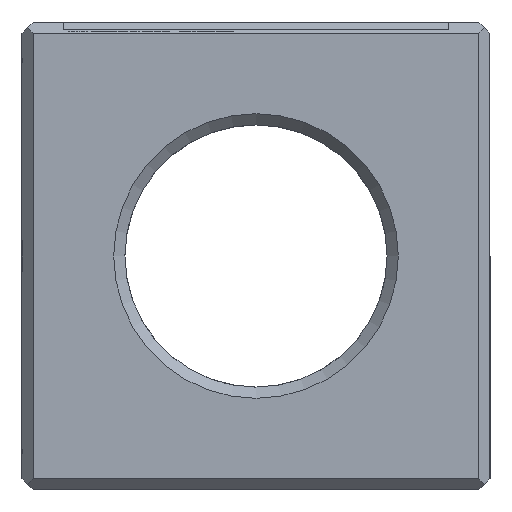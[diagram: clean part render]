
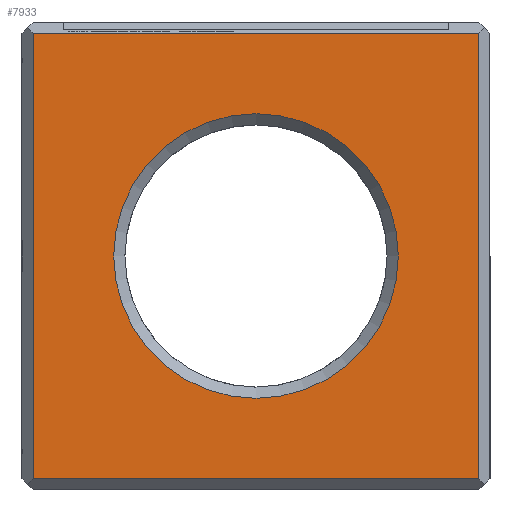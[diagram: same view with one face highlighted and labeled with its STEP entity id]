
A CAD part, left-side view. The second image highlights one B-rep face of the part: STEP entity #7933.
In plain terms, the highlighted planar face has unit normal (-1, 0, 0).
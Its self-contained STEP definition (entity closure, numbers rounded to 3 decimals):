
#72 = PLANE('',#73);
#73 = AXIS2_PLACEMENT_3D('',#74,#75,#76);
#74 = CARTESIAN_POINT('',(0.,0.,0.3));
#75 = DIRECTION('',(-0.707,0.,-0.707)
  );
#76 = DIRECTION('',(0.707,0.,-0.707));
#1727 = PLANE('',#1728);
#1728 = AXIS2_PLACEMENT_3D('',#1729,#1730,#1731);
#1729 = CARTESIAN_POINT('',(0.3,12.5,0.));
#1730 = DIRECTION('',(0.707,-0.707,0.));
#1731 = DIRECTION('',(-0.707,-0.707,0.));
#1958 = PLANE('',#1959);
#1959 = AXIS2_PLACEMENT_3D('',#1960,#1961,#1962);
#1960 = CARTESIAN_POINT('',(0.3,0.,0.));
#1961 = DIRECTION('',(-0.707,-0.707,0.));
#1962 = DIRECTION('',(-0.707,0.707,0.));
#2026 = VERTEX_POINT('',#2027);
#2027 = CARTESIAN_POINT('',(0.,0.3,0.3));
#2048 = EDGE_CURVE('',#2026,#2049,#2051,.T.);
#2049 = VERTEX_POINT('',#2050);
#2050 = CARTESIAN_POINT('',(0.,12.2,0.3));
#2051 = SURFACE_CURVE('',#2052,(#2056,#2063),.PCURVE_S1.);
#2052 = LINE('',#2053,#2054);
#2053 = CARTESIAN_POINT('',(0.,0.,0.3));
#2054 = VECTOR('',#2055,1.);
#2055 = DIRECTION('',(0.,1.,0.));
#2056 = PCURVE('',#72,#2057);
#2057 = DEFINITIONAL_REPRESENTATION('',(#2058),#2062);
#2058 = LINE('',#2059,#2060);
#2059 = CARTESIAN_POINT('',(0.,0.));
#2060 = VECTOR('',#2061,1.);
#2061 = DIRECTION('',(0.,-1.));
#2062 = ( GEOMETRIC_REPRESENTATION_CONTEXT(2) 
PARAMETRIC_REPRESENTATION_CONTEXT() REPRESENTATION_CONTEXT('2D SPACE',''
  ) );
#2063 = PCURVE('',#2064,#2069);
#2064 = PLANE('',#2065);
#2065 = AXIS2_PLACEMENT_3D('',#2066,#2067,#2068);
#2066 = CARTESIAN_POINT('',(0.,12.5,0.));
#2067 = DIRECTION('',(1.,0.,0.));
#2068 = DIRECTION('',(0.,-1.,0.));
#2069 = DEFINITIONAL_REPRESENTATION('',(#2070),#2074);
#2070 = LINE('',#2071,#2072);
#2071 = CARTESIAN_POINT('',(12.5,-0.3));
#2072 = VECTOR('',#2073,1.);
#2073 = DIRECTION('',(-1.,0.));
#2074 = ( GEOMETRIC_REPRESENTATION_CONTEXT(2) 
PARAMETRIC_REPRESENTATION_CONTEXT() REPRESENTATION_CONTEXT('2D SPACE',''
  ) );
#6065 = VERTEX_POINT('',#6066);
#6066 = CARTESIAN_POINT('',(0.,12.2,12.2));
#6080 = PLANE('',#6081);
#6081 = AXIS2_PLACEMENT_3D('',#6082,#6083,#6084);
#6082 = CARTESIAN_POINT('',(0.3,0.,12.5));
#6083 = DIRECTION('',(-0.707,0.,0.707
    ));
#6084 = DIRECTION('',(-0.707,0.,-0.707
    ));
#6092 = EDGE_CURVE('',#2049,#6065,#6093,.T.);
#6093 = SURFACE_CURVE('',#6094,(#6098,#6105),.PCURVE_S1.);
#6094 = LINE('',#6095,#6096);
#6095 = CARTESIAN_POINT('',(0.,12.2,0.));
#6096 = VECTOR('',#6097,1.);
#6097 = DIRECTION('',(0.,0.,1.));
#6098 = PCURVE('',#1727,#6099);
#6099 = DEFINITIONAL_REPRESENTATION('',(#6100),#6104);
#6100 = LINE('',#6101,#6102);
#6101 = CARTESIAN_POINT('',(0.424,-0.));
#6102 = VECTOR('',#6103,1.);
#6103 = DIRECTION('',(0.,-1.));
#6104 = ( GEOMETRIC_REPRESENTATION_CONTEXT(2) 
PARAMETRIC_REPRESENTATION_CONTEXT() REPRESENTATION_CONTEXT('2D SPACE',''
  ) );
#6105 = PCURVE('',#2064,#6106);
#6106 = DEFINITIONAL_REPRESENTATION('',(#6107),#6111);
#6107 = LINE('',#6108,#6109);
#6108 = CARTESIAN_POINT('',(0.3,0.));
#6109 = VECTOR('',#6110,1.);
#6110 = DIRECTION('',(0.,-1.));
#6111 = ( GEOMETRIC_REPRESENTATION_CONTEXT(2) 
PARAMETRIC_REPRESENTATION_CONTEXT() REPRESENTATION_CONTEXT('2D SPACE',''
  ) );
#7890 = VERTEX_POINT('',#7891);
#7891 = CARTESIAN_POINT('',(0.,0.3,12.2));
#7912 = EDGE_CURVE('',#2026,#7890,#7913,.T.);
#7913 = SURFACE_CURVE('',#7914,(#7918,#7925),.PCURVE_S1.);
#7914 = LINE('',#7915,#7916);
#7915 = CARTESIAN_POINT('',(0.,0.3,0.));
#7916 = VECTOR('',#7917,1.);
#7917 = DIRECTION('',(0.,0.,1.));
#7918 = PCURVE('',#1958,#7919);
#7919 = DEFINITIONAL_REPRESENTATION('',(#7920),#7924);
#7920 = LINE('',#7921,#7922);
#7921 = CARTESIAN_POINT('',(0.424,0.));
#7922 = VECTOR('',#7923,1.);
#7923 = DIRECTION('',(0.,-1.));
#7924 = ( GEOMETRIC_REPRESENTATION_CONTEXT(2) 
PARAMETRIC_REPRESENTATION_CONTEXT() REPRESENTATION_CONTEXT('2D SPACE',''
  ) );
#7925 = PCURVE('',#2064,#7926);
#7926 = DEFINITIONAL_REPRESENTATION('',(#7927),#7931);
#7927 = LINE('',#7928,#7929);
#7928 = CARTESIAN_POINT('',(12.2,0.));
#7929 = VECTOR('',#7930,1.);
#7930 = DIRECTION('',(0.,-1.));
#7931 = ( GEOMETRIC_REPRESENTATION_CONTEXT(2) 
PARAMETRIC_REPRESENTATION_CONTEXT() REPRESENTATION_CONTEXT('2D SPACE',''
  ) );
#7933 = ADVANCED_FACE('',(#7934,#7960),#2064,.F.);
#7934 = FACE_BOUND('',#7935,.F.);
#7935 = EDGE_LOOP('',(#7936,#7937,#7938,#7939));
#7936 = ORIENTED_EDGE('',*,*,#7912,.F.);
#7937 = ORIENTED_EDGE('',*,*,#2048,.T.);
#7938 = ORIENTED_EDGE('',*,*,#6092,.T.);
#7939 = ORIENTED_EDGE('',*,*,#7940,.F.);
#7940 = EDGE_CURVE('',#7890,#6065,#7941,.T.);
#7941 = SURFACE_CURVE('',#7942,(#7946,#7953),.PCURVE_S1.);
#7942 = LINE('',#7943,#7944);
#7943 = CARTESIAN_POINT('',(0.,0.,12.2));
#7944 = VECTOR('',#7945,1.);
#7945 = DIRECTION('',(0.,1.,0.));
#7946 = PCURVE('',#2064,#7947);
#7947 = DEFINITIONAL_REPRESENTATION('',(#7948),#7952);
#7948 = LINE('',#7949,#7950);
#7949 = CARTESIAN_POINT('',(12.5,-12.2));
#7950 = VECTOR('',#7951,1.);
#7951 = DIRECTION('',(-1.,0.));
#7952 = ( GEOMETRIC_REPRESENTATION_CONTEXT(2) 
PARAMETRIC_REPRESENTATION_CONTEXT() REPRESENTATION_CONTEXT('2D SPACE',''
  ) );
#7953 = PCURVE('',#6080,#7954);
#7954 = DEFINITIONAL_REPRESENTATION('',(#7955),#7959);
#7955 = LINE('',#7956,#7957);
#7956 = CARTESIAN_POINT('',(0.424,0.));
#7957 = VECTOR('',#7958,1.);
#7958 = DIRECTION('',(0.,-1.));
#7959 = ( GEOMETRIC_REPRESENTATION_CONTEXT(2) 
PARAMETRIC_REPRESENTATION_CONTEXT() REPRESENTATION_CONTEXT('2D SPACE',''
  ) );
#7960 = FACE_BOUND('',#7961,.F.);
#7961 = EDGE_LOOP('',(#7962));
#7962 = ORIENTED_EDGE('',*,*,#7963,.T.);
#7963 = EDGE_CURVE('',#7964,#7964,#7966,.T.);
#7964 = VERTEX_POINT('',#7965);
#7965 = CARTESIAN_POINT('',(0.,2.45,6.25));
#7966 = SURFACE_CURVE('',#7967,(#7972,#7983),.PCURVE_S1.);
#7967 = CIRCLE('',#7968,3.8);
#7968 = AXIS2_PLACEMENT_3D('',#7969,#7970,#7971);
#7969 = CARTESIAN_POINT('',(0.,6.25,6.25));
#7970 = DIRECTION('',(-1.,0.,0.));
#7971 = DIRECTION('',(0.,-1.,0.));
#7972 = PCURVE('',#2064,#7973);
#7973 = DEFINITIONAL_REPRESENTATION('',(#7974),#7982);
#7974 = ( BOUNDED_CURVE() B_SPLINE_CURVE(2,(#7975,#7976,#7977,#7978,
#7979,#7980,#7981),.UNSPECIFIED.,.T.,.F.) B_SPLINE_CURVE_WITH_KNOTS((1,2
    ,2,2,2,1),(-2.094,0.,2.094,4.189,
6.283,8.378),.UNSPECIFIED.) CURVE() 
GEOMETRIC_REPRESENTATION_ITEM() RATIONAL_B_SPLINE_CURVE((1.,0.5,1.,0.5,
1.,0.5,1.)) REPRESENTATION_ITEM('') );
#7975 = CARTESIAN_POINT('',(10.05,-6.25));
#7976 = CARTESIAN_POINT('',(10.05,-12.832));
#7977 = CARTESIAN_POINT('',(4.35,-9.541));
#7978 = CARTESIAN_POINT('',(-1.35,-6.25));
#7979 = CARTESIAN_POINT('',(4.35,-2.959));
#7980 = CARTESIAN_POINT('',(10.05,0.332));
#7981 = CARTESIAN_POINT('',(10.05,-6.25));
#7982 = ( GEOMETRIC_REPRESENTATION_CONTEXT(2) 
PARAMETRIC_REPRESENTATION_CONTEXT() REPRESENTATION_CONTEXT('2D SPACE',''
  ) );
#7983 = PCURVE('',#7984,#7989);
#7984 = CONICAL_SURFACE('',#7985,3.5,0.785);
#7985 = AXIS2_PLACEMENT_3D('',#7986,#7987,#7988);
#7986 = CARTESIAN_POINT('',(0.3,6.25,6.25));
#7987 = DIRECTION('',(-1.,-0.,-0.));
#7988 = DIRECTION('',(0.,-1.,0.));
#7989 = DEFINITIONAL_REPRESENTATION('',(#7990),#7994);
#7990 = LINE('',#7991,#7992);
#7991 = CARTESIAN_POINT('',(-0.,0.3));
#7992 = VECTOR('',#7993,1.);
#7993 = DIRECTION('',(1.,-0.));
#7994 = ( GEOMETRIC_REPRESENTATION_CONTEXT(2) 
PARAMETRIC_REPRESENTATION_CONTEXT() REPRESENTATION_CONTEXT('2D SPACE',''
  ) );
